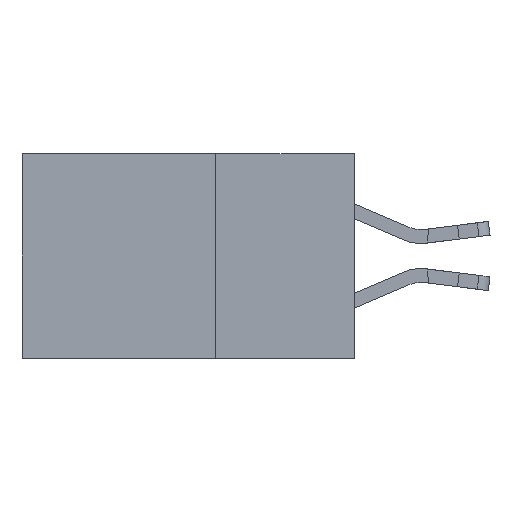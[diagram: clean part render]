
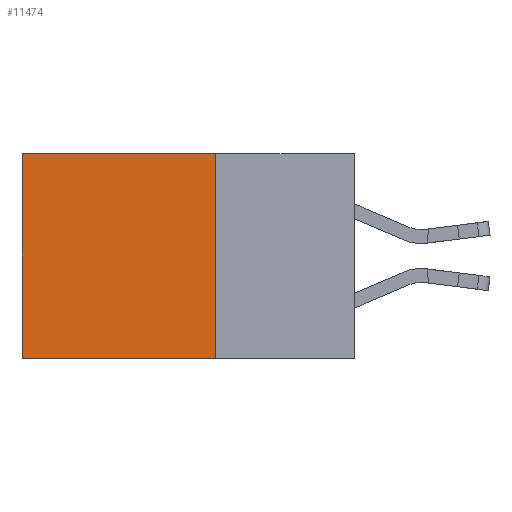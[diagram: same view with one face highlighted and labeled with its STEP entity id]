
A CAD part, left-side view. The second image highlights one B-rep face of the part: STEP entity #11474.
In plain terms, the highlighted planar face has unit normal (-1, 0, 0).
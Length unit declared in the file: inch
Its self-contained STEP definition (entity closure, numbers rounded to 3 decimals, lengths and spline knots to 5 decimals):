
#155 = LINE ( 'NONE', #10652, #7407 ) ;
#1054 = CARTESIAN_POINT ( 'NONE',  ( 0.298, 0.25, 0. ) ) ;
#2519 = VECTOR ( 'NONE', #7777, 39.37008 ) ;
#2567 = DIRECTION ( 'NONE',  ( 0., 1., 0. ) ) ;
#2591 = ORIENTED_EDGE ( 'NONE', *, *, #11690, .F. ) ;
#2720 = CARTESIAN_POINT ( 'NONE',  ( 0.298, 0.6, 0. ) ) ;
#3147 = VERTEX_POINT ( 'NONE', #6613 ) ;
#3206 = CARTESIAN_POINT ( 'NONE',  ( 0.298, 0.25, -0.37 ) ) ;
#3552 = LINE ( 'NONE', #2720, #7189 ) ;
#4498 = ORIENTED_EDGE ( 'NONE', *, *, #16329, .T. ) ;
#4725 = EDGE_LOOP ( 'NONE', ( #15905, #7001, #2591, #4498 ) ) ;
#5606 = VERTEX_POINT ( 'NONE', #6148 ) ;
#5864 = DIRECTION ( 'NONE',  ( 1., 0., 0. ) ) ;
#6148 = CARTESIAN_POINT ( 'NONE',  ( 0.298, 0.25, 0. ) ) ;
#6440 = CARTESIAN_POINT ( 'NONE',  ( 0.298, 0.25, 0. ) ) ;
#6527 = DIRECTION ( 'NONE',  ( 0., 0., -1. ) ) ;
#6613 = CARTESIAN_POINT ( 'NONE',  ( 0.298, 0.6, 0. ) ) ;
#6615 = LINE ( 'NONE', #6440, #2519 ) ;
#7001 = ORIENTED_EDGE ( 'NONE', *, *, #17066, .F. ) ;
#7189 = VECTOR ( 'NONE', #16139, 39.37008 ) ;
#7407 = VECTOR ( 'NONE', #2567, 39.37008 ) ;
#7582 = VECTOR ( 'NONE', #6527, 39.37008 ) ;
#7777 = DIRECTION ( 'NONE',  ( 0., 1., 0. ) ) ;
#8966 = EDGE_CURVE ( 'NONE', #3147, #11703, #3552, .T. ) ;
#10417 = VERTEX_POINT ( 'NONE', #3206 ) ;
#10652 = CARTESIAN_POINT ( 'NONE',  ( 0.298, 0.25, -0.37 ) ) ;
#11094 = AXIS2_PLACEMENT_3D ( 'NONE', #13898, #5864, #15237 ) ;
#11127 = LINE ( 'NONE', #1054, #7582 ) ;
#11474 = ADVANCED_FACE ( 'NONE', ( #12121 ), #12461, .F. ) ;
#11690 = EDGE_CURVE ( 'NONE', #5606, #10417, #11127, .T. ) ;
#11703 = VERTEX_POINT ( 'NONE', #14601 ) ;
#12121 = FACE_OUTER_BOUND ( 'NONE', #4725, .T. ) ;
#12461 = PLANE ( 'NONE',  #11094 ) ;
#13898 = CARTESIAN_POINT ( 'NONE',  ( 0.298, 0.25, 0. ) ) ;
#14601 = CARTESIAN_POINT ( 'NONE',  ( 0.298, 0.6, -0.37 ) ) ;
#15237 = DIRECTION ( 'NONE',  ( 0., 0., -1. ) ) ;
#15905 = ORIENTED_EDGE ( 'NONE', *, *, #8966, .T. ) ;
#16139 = DIRECTION ( 'NONE',  ( 0., 0., -1. ) ) ;
#16329 = EDGE_CURVE ( 'NONE', #5606, #3147, #6615, .T. ) ;
#17066 = EDGE_CURVE ( 'NONE', #10417, #11703, #155, .T. ) ;
